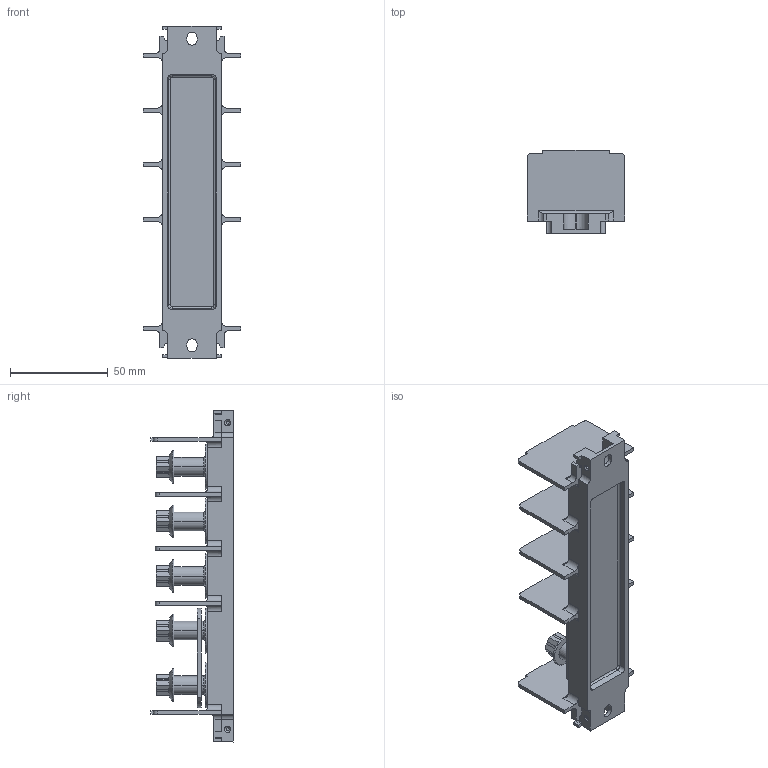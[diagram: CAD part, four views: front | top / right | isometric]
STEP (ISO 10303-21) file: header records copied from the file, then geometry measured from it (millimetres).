
FILE_DESCRIPTION((''),'2;1');
FILE_NAME('32408058002','2020-07-06T',('presta_be4'),(''),'CREO PARAMETRIC BY PTC INC, 2018360','CREO PARAMETRIC BY PTC INC, 2018360','');
FILE_SCHEMA(('CONFIG_CONTROL_DESIGN'));
Length unit declared in the file: millimetre
Products named in the file (1): 32408058002
Bounding box: 50 x 42.5 x 170.2 mm (x, y, z)
Volume: 81391.5 mm3; surface area: 40664.4 mm2
Topology: 2 solids, 2 shells, 513 faces, 1408 edges, 917 vertices
Faces by surface type: plane 261, cylinder 156, cone 72, torus 20, bspline 4
Entity records: 21505 total; most frequent: CARTESIAN_POINT 8641, ORIENTED_EDGE 2788, DIRECTION 2540, EDGE_CURVE 1394, VERTEX_POINT 917, AXIS2_PLACEMENT_3D 885, VECTOR 770, LINE 770
